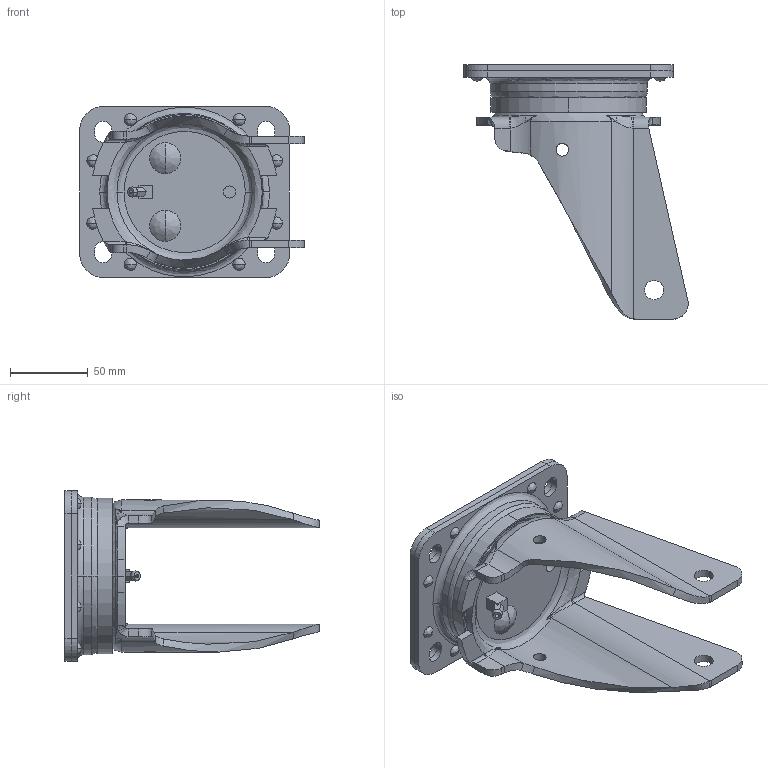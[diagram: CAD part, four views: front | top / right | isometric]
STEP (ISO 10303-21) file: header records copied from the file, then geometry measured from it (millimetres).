
FILE_DESCRIPTION (( 'STEP AP214' ), '1' );
FILE_NAME ('0019385BRL.step', '2023-02-15T09:42:35', ( '' ), ( '' ), 'SwSTEP 2.0', 'SolidWorks 2020', '' );
FILE_SCHEMA (( 'AUTOMOTIVE_DESIGN' ));
Length unit declared in the file: millimetre
Products named in the file (1): 0019385BRL
Bounding box: 144.5 x 163.77 x 110 mm (x, y, z)
Surface area: 100206.6 mm2 (no closed solid volume)
Topology: 0 solids, 30 shells, 453 faces, 1387 edges, 941 vertices
Faces by surface type: plane 206, cylinder 125, bspline 86, cone 36
Entity records: 24639 total; most frequent: CARTESIAN_POINT 7773, DIRECTION 2431, ORIENTED_EDGE 2252, EDGE_CURVE 1371, VERTEX_POINT 941, AXIS2_PLACEMENT_3D 812, VECTOR 807, LINE 807
